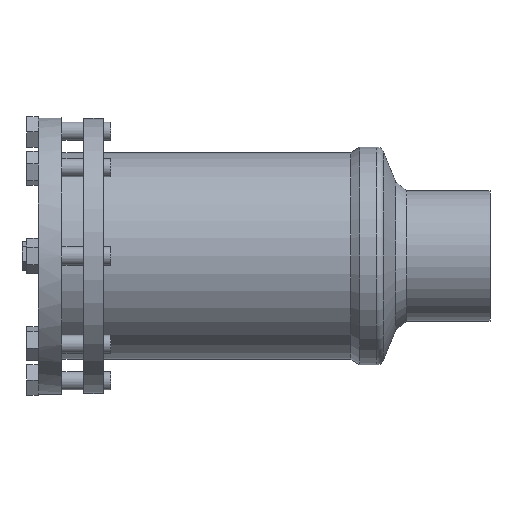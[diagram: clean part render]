
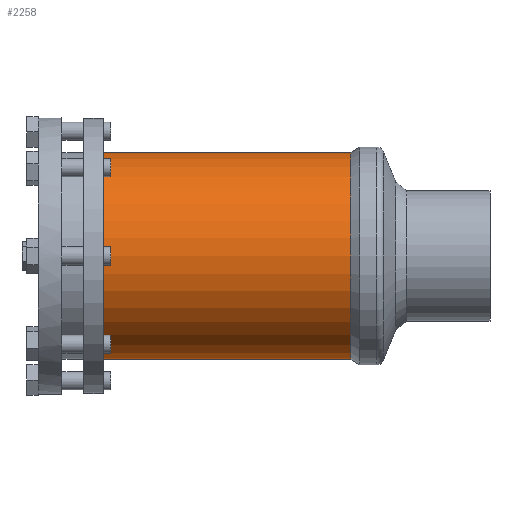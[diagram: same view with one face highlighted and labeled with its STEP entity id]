
A CAD part, front view. The second image highlights one B-rep face of the part: STEP entity #2258.
In plain terms, the highlighted cylindrical face has radius 57 mm (diameter 114 mm), a full revolution.
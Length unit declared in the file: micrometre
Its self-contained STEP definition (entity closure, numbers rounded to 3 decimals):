
#103=FACE_BOUND('',#295,.T.);
#142=B_SPLINE_CURVE_WITH_KNOTS('',3,(#3400,#3401,#3402,#3403,#3404,#3405,
#3406,#3407,#3408,#3409,#3410,#3411,#3412,#3413,#3414,#3415,#3416,#3417,
#3418,#3419,#3420,#3421,#3422,#3423,#3424,#3425,#3426,#3427,#3428,#3429,
#3430,#3431,#3432,#3433),.UNSPECIFIED.,.F.,.F.,(4,2,2,2,2,2,2,2,2,2,2,2,
2,2,2,2,4),(11.257,11.963,12.67,13.376,
14.083,14.783,15.484,16.185,16.885,
17.586,18.286,18.987,19.688,20.394,
21.101,21.807,22.514),.UNSPECIFIED.);
#143=B_SPLINE_CURVE_WITH_KNOTS('',3,(#3439,#3440,#3441,#3442,#3443,#3444,
#3445,#3446,#3447,#3448,#3449,#3450,#3451,#3452,#3453,#3454,#3455,#3456,
#3457,#3458,#3459,#3460,#3461,#3462,#3463,#3464,#3465,#3466,#3467,#3468,
#3469,#3470,#3471,#3472),.UNSPECIFIED.,.F.,.F.,(4,2,2,2,2,2,2,2,2,2,2,2,
2,2,2,2,4),(22.514,23.22,23.927,24.633,
25.34,26.04,26.741,27.441,28.142,
28.843,29.543,30.244,30.944,31.651,
32.357,33.064,33.77),.UNSPECIFIED.);
#174=FACE_OUTER_BOUND('',#294,.T.);
#294=EDGE_LOOP('',(#1723,#1724,#1725,#1726,#1727,#1728));
#295=EDGE_LOOP('',(#1729,#1730));
#446=LINE('',#3758,#654);
#654=VECTOR('',#2953,57000.);
#914=CIRCLE('',#2471,57000.);
#915=CIRCLE('',#2472,57000.);
#955=CIRCLE('',#2521,57000.);
#956=CIRCLE('',#2522,57000.);
#965=VERTEX_POINT('',#3398);
#966=VERTEX_POINT('',#3399);
#1043=VERTEX_POINT('',#3657);
#1044=VERTEX_POINT('',#3659);
#1082=VERTEX_POINT('',#3754);
#1083=VERTEX_POINT('',#3755);
#1202=EDGE_CURVE('',#965,#966,#142,.T.);
#1206=EDGE_CURVE('',#966,#965,#143,.T.);
#1299=EDGE_CURVE('',#1044,#1043,#914,.T.);
#1300=EDGE_CURVE('',#1043,#1044,#915,.T.);
#1347=EDGE_CURVE('',#1082,#1083,#955,.T.);
#1348=EDGE_CURVE('',#1083,#1082,#956,.T.);
#1349=EDGE_CURVE('',#1083,#1044,#446,.T.);
#1723=ORIENTED_EDGE('',*,*,#1347,.F.);
#1724=ORIENTED_EDGE('',*,*,#1348,.F.);
#1725=ORIENTED_EDGE('',*,*,#1349,.T.);
#1726=ORIENTED_EDGE('',*,*,#1299,.T.);
#1727=ORIENTED_EDGE('',*,*,#1300,.T.);
#1728=ORIENTED_EDGE('',*,*,#1349,.F.);
#1729=ORIENTED_EDGE('',*,*,#1202,.F.);
#1730=ORIENTED_EDGE('',*,*,#1206,.F.);
#2226=CYLINDRICAL_SURFACE('',#2520,57000.);
#2258=ADVANCED_FACE('',(#174,#103),#2226,.T.);
#2471=AXIS2_PLACEMENT_3D('',#3660,#2842,#2843);
#2472=AXIS2_PLACEMENT_3D('',#3661,#2844,#2845);
#2520=AXIS2_PLACEMENT_3D('',#3753,#2947,#2948);
#2521=AXIS2_PLACEMENT_3D('',#3756,#2949,#2950);
#2522=AXIS2_PLACEMENT_3D('',#3757,#2951,#2952);
#2842=DIRECTION('center_axis',(-1.,0.,0.));
#2843=DIRECTION('ref_axis',(0.,0.,1.));
#2844=DIRECTION('center_axis',(-1.,0.,0.));
#2845=DIRECTION('ref_axis',(0.,0.,1.));
#2947=DIRECTION('center_axis',(-1.,0.,0.));
#2948=DIRECTION('ref_axis',(0.,0.,1.));
#2949=DIRECTION('center_axis',(-1.,0.,0.));
#2950=DIRECTION('ref_axis',(0.,0.,1.));
#2951=DIRECTION('center_axis',(-1.,0.,0.));
#2952=DIRECTION('ref_axis',(0.,0.,1.));
#2953=DIRECTION('',(1.,0.,0.));
#3398=CARTESIAN_POINT('',(91500.,44151.982,-36050.));
#3399=CARTESIAN_POINT('',(91500.,44151.982,36050.));
#3400=CARTESIAN_POINT('Ctrl Pts',(91500.,44151.982,-36050.));
#3401=CARTESIAN_POINT('Ctrl Pts',(89144.948,44151.982,-36050.));
#3402=CARTESIAN_POINT('Ctrl Pts',(86745.564,44346.202,-35815.917));
#3403=CARTESIAN_POINT('Ctrl Pts',(82030.874,45095.957,-34867.18));
#3404=CARTESIAN_POINT('Ctrl Pts',(79715.135,45649.438,-34153.061));
#3405=CARTESIAN_POINT('Ctrl Pts',(75309.529,46979.982,-32298.354));
#3406=CARTESIAN_POINT('Ctrl Pts',(73215.01,47756.158,-31156.229));
#3407=CARTESIAN_POINT('Ctrl Pts',(69349.706,49365.426,-28537.974));
#3408=CARTESIAN_POINT('Ctrl Pts',(67578.835,50197.32,-27061.234));
#3409=CARTESIAN_POINT('Ctrl Pts',(64451.938,51760.77,-23934.337));
#3410=CARTESIAN_POINT('Ctrl Pts',(62977.491,52552.357,-22170.404));
#3411=CARTESIAN_POINT('Ctrl Pts',(60354.599,54020.855,-18303.669));
#3412=CARTESIAN_POINT('Ctrl Pts',(59205.978,54696.869,-16200.646));
#3413=CARTESIAN_POINT('Ctrl Pts',(57343.095,55817.002,-11775.849));
#3414=CARTESIAN_POINT('Ctrl Pts',(56627.315,56261.577,-9449.473));
#3415=CARTESIAN_POINT('Ctrl Pts',(55680.58,56853.248,-4729.254));
#3416=CARTESIAN_POINT('Ctrl Pts',(55450.,57000.,-2335.294));
#3417=CARTESIAN_POINT('Ctrl Pts',(55450.,57000.,2335.294));
#3418=CARTESIAN_POINT('Ctrl Pts',(55680.58,56853.248,4729.254));
#3419=CARTESIAN_POINT('Ctrl Pts',(56627.315,56261.577,9449.473));
#3420=CARTESIAN_POINT('Ctrl Pts',(57343.095,55817.002,11775.849));
#3421=CARTESIAN_POINT('Ctrl Pts',(59205.978,54696.869,16200.646));
#3422=CARTESIAN_POINT('Ctrl Pts',(60354.599,54020.855,18303.669));
#3423=CARTESIAN_POINT('Ctrl Pts',(62977.491,52552.357,22170.404));
#3424=CARTESIAN_POINT('Ctrl Pts',(64451.938,51760.77,23934.337));
#3425=CARTESIAN_POINT('Ctrl Pts',(67578.835,50197.32,27061.234));
#3426=CARTESIAN_POINT('Ctrl Pts',(69349.706,49365.426,28537.974));
#3427=CARTESIAN_POINT('Ctrl Pts',(73215.01,47756.158,31156.229));
#3428=CARTESIAN_POINT('Ctrl Pts',(75309.529,46979.982,32298.354));
#3429=CARTESIAN_POINT('Ctrl Pts',(79715.135,45649.438,34153.061));
#3430=CARTESIAN_POINT('Ctrl Pts',(82030.874,45095.957,34867.18));
#3431=CARTESIAN_POINT('Ctrl Pts',(86745.564,44346.202,35815.917));
#3432=CARTESIAN_POINT('Ctrl Pts',(89144.948,44151.982,36050.));
#3433=CARTESIAN_POINT('Ctrl Pts',(91500.,44151.982,36050.));
#3439=CARTESIAN_POINT('Ctrl Pts',(91500.,44151.982,36050.));
#3440=CARTESIAN_POINT('Ctrl Pts',(93855.052,44151.982,36050.));
#3441=CARTESIAN_POINT('Ctrl Pts',(96254.436,44346.202,35815.917));
#3442=CARTESIAN_POINT('Ctrl Pts',(100969.126,45095.957,34867.18));
#3443=CARTESIAN_POINT('Ctrl Pts',(103284.865,45649.438,34153.061));
#3444=CARTESIAN_POINT('Ctrl Pts',(107690.471,46979.982,32298.354));
#3445=CARTESIAN_POINT('Ctrl Pts',(109784.99,47756.158,31156.229));
#3446=CARTESIAN_POINT('Ctrl Pts',(113650.294,49365.426,28537.974));
#3447=CARTESIAN_POINT('Ctrl Pts',(115421.165,50197.32,27061.234));
#3448=CARTESIAN_POINT('Ctrl Pts',(118548.062,51760.77,23934.337));
#3449=CARTESIAN_POINT('Ctrl Pts',(120022.509,52552.357,22170.404));
#3450=CARTESIAN_POINT('Ctrl Pts',(122645.401,54020.855,18303.669));
#3451=CARTESIAN_POINT('Ctrl Pts',(123794.022,54696.869,16200.646));
#3452=CARTESIAN_POINT('Ctrl Pts',(125656.905,55817.002,11775.849));
#3453=CARTESIAN_POINT('Ctrl Pts',(126372.685,56261.577,9449.473));
#3454=CARTESIAN_POINT('Ctrl Pts',(127319.42,56853.248,4729.254));
#3455=CARTESIAN_POINT('Ctrl Pts',(127550.,57000.,2335.294));
#3456=CARTESIAN_POINT('Ctrl Pts',(127550.,57000.,-2335.294));
#3457=CARTESIAN_POINT('Ctrl Pts',(127319.42,56853.248,-4729.254));
#3458=CARTESIAN_POINT('Ctrl Pts',(126372.685,56261.577,-9449.473));
#3459=CARTESIAN_POINT('Ctrl Pts',(125656.905,55817.002,-11775.849));
#3460=CARTESIAN_POINT('Ctrl Pts',(123794.022,54696.869,-16200.646));
#3461=CARTESIAN_POINT('Ctrl Pts',(122645.401,54020.855,-18303.669));
#3462=CARTESIAN_POINT('Ctrl Pts',(120022.509,52552.357,-22170.404));
#3463=CARTESIAN_POINT('Ctrl Pts',(118548.062,51760.77,-23934.337));
#3464=CARTESIAN_POINT('Ctrl Pts',(115421.165,50197.32,-27061.234));
#3465=CARTESIAN_POINT('Ctrl Pts',(113650.294,49365.426,-28537.974));
#3466=CARTESIAN_POINT('Ctrl Pts',(109784.99,47756.158,-31156.229));
#3467=CARTESIAN_POINT('Ctrl Pts',(107690.471,46979.982,-32298.354));
#3468=CARTESIAN_POINT('Ctrl Pts',(103284.865,45649.438,-34153.061));
#3469=CARTESIAN_POINT('Ctrl Pts',(100969.126,45095.957,-34867.18));
#3470=CARTESIAN_POINT('Ctrl Pts',(96254.436,44346.202,-35815.917));
#3471=CARTESIAN_POINT('Ctrl Pts',(93855.052,44151.982,-36050.));
#3472=CARTESIAN_POINT('Ctrl Pts',(91500.,44151.982,-36050.));
#3657=CARTESIAN_POINT('',(172500.,0.,57000.));
#3659=CARTESIAN_POINT('',(172500.,0.,-57000.));
#3660=CARTESIAN_POINT('Origin',(172500.,0.,0.));
#3661=CARTESIAN_POINT('Origin',(172500.,0.,0.));
#3753=CARTESIAN_POINT('Origin',(0.,0.,0.));
#3754=CARTESIAN_POINT('',(36000.,0.,57000.));
#3755=CARTESIAN_POINT('',(36000.,0.,-57000.));
#3756=CARTESIAN_POINT('Origin',(36000.,0.,0.));
#3757=CARTESIAN_POINT('Origin',(36000.,0.,0.));
#3758=CARTESIAN_POINT('',(0.,0.,-57000.));
